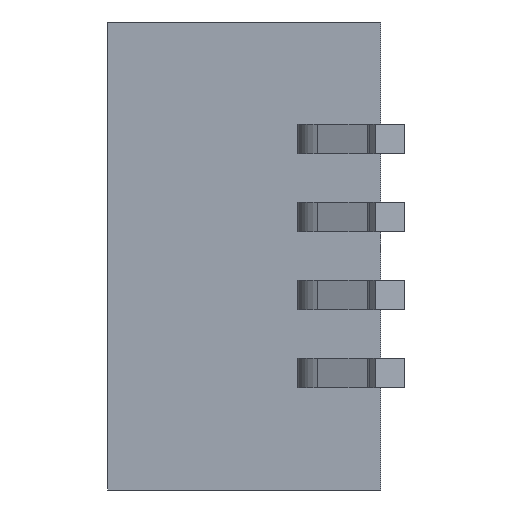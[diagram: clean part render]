
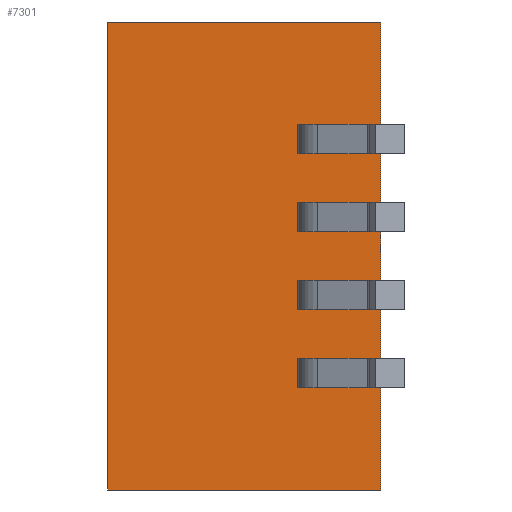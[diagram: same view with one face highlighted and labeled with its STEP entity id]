
A CAD part, left-side view. The second image highlights one B-rep face of the part: STEP entity #7301.
In plain terms, the highlighted planar face has unit normal (-1, 0, 0).
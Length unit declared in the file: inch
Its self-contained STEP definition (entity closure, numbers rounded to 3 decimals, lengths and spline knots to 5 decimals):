
#207 = DIRECTION ( 'NONE',  ( 0., -1., 0. ) ) ;
#740 = CARTESIAN_POINT ( 'NONE',  ( -0.15, 0.189, 0.15 ) ) ;
#953 = VERTEX_POINT ( 'NONE', #11728 ) ;
#997 = EDGE_CURVE ( 'NONE', #2731, #953, #11670, .T. ) ;
#1050 = ORIENTED_EDGE ( 'NONE', *, *, #12160, .T. ) ;
#1398 = PLANE ( 'NONE',  #2177 ) ;
#2177 = AXIS2_PLACEMENT_3D ( 'NONE', #6202, #10236, #3285 ) ;
#2311 = EDGE_CURVE ( 'NONE', #6029, #9421, #6261, .T. ) ;
#2417 = DIRECTION ( 'NONE',  ( 0., -1., 0. ) ) ;
#2469 = EDGE_LOOP ( 'NONE', ( #7358, #11018, #1050, #9515 ) ) ;
#2731 = VERTEX_POINT ( 'NONE', #9675 ) ;
#3285 = DIRECTION ( 'NONE',  ( 0., 0., 1. ) ) ;
#3752 = LINE ( 'NONE', #11266, #8017 ) ;
#4601 = CARTESIAN_POINT ( 'NONE',  ( -0.15, 0.014, 0.15 ) ) ;
#4662 = LINE ( 'NONE', #4601, #11793 ) ;
#5737 = DIRECTION ( 'NONE',  ( 0., 0., -1. ) ) ;
#6029 = VERTEX_POINT ( 'NONE', #740 ) ;
#6202 = CARTESIAN_POINT ( 'NONE',  ( -0.15, 0.189, 0.15 ) ) ;
#6261 = LINE ( 'NONE', #8160, #8173 ) ;
#6331 = CARTESIAN_POINT ( 'NONE',  ( -0.15, 0.014, 0.15 ) ) ;
#7301 = ADVANCED_FACE ( 'NONE', ( #10969 ), #1398, .T. ) ;
#7358 = ORIENTED_EDGE ( 'NONE', *, *, #12220, .F. ) ;
#7429 = VECTOR ( 'NONE', #207, 39.37008 ) ;
#8017 = VECTOR ( 'NONE', #9508, 39.37008 ) ;
#8160 = CARTESIAN_POINT ( 'NONE',  ( -0.15, 0.189, 0.15 ) ) ;
#8173 = VECTOR ( 'NONE', #2417, 39.37008 ) ;
#8726 = CARTESIAN_POINT ( 'NONE',  ( -0.15, 0.189, -0.15 ) ) ;
#9421 = VERTEX_POINT ( 'NONE', #6331 ) ;
#9508 = DIRECTION ( 'NONE',  ( 0., 0., -1. ) ) ;
#9515 = ORIENTED_EDGE ( 'NONE', *, *, #997, .T. ) ;
#9675 = CARTESIAN_POINT ( 'NONE',  ( -0.15, 0.189, -0.15 ) ) ;
#10236 = DIRECTION ( 'NONE',  ( -1., 0., 0. ) ) ;
#10969 = FACE_OUTER_BOUND ( 'NONE', #2469, .T. ) ;
#11018 = ORIENTED_EDGE ( 'NONE', *, *, #2311, .F. ) ;
#11266 = CARTESIAN_POINT ( 'NONE',  ( -0.15, 0.189, 0.15 ) ) ;
#11670 = LINE ( 'NONE', #8726, #7429 ) ;
#11728 = CARTESIAN_POINT ( 'NONE',  ( -0.15, 0.014, -0.15 ) ) ;
#11793 = VECTOR ( 'NONE', #5737, 39.37008 ) ;
#12160 = EDGE_CURVE ( 'NONE', #6029, #2731, #3752, .T. ) ;
#12220 = EDGE_CURVE ( 'NONE', #9421, #953, #4662, .T. ) ;
